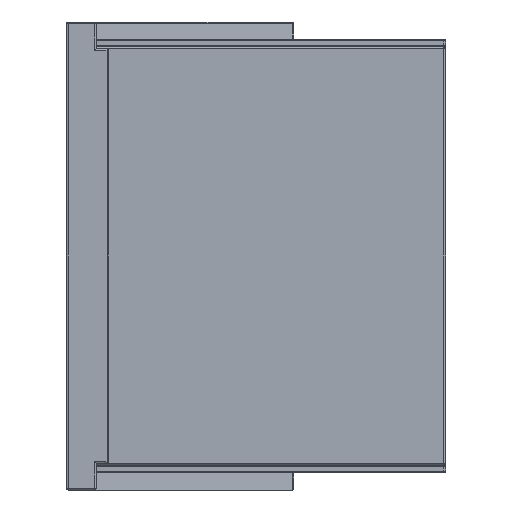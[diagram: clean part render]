
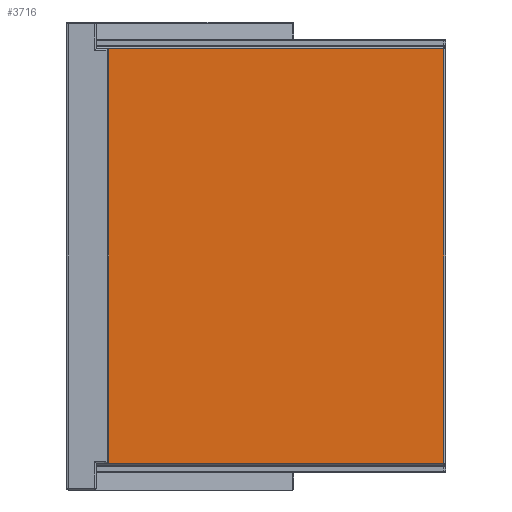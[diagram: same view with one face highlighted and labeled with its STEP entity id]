
A CAD part, left-side view. The second image highlights one B-rep face of the part: STEP entity #3716.
In plain terms, the highlighted planar face has unit normal (-1, 0, 0).
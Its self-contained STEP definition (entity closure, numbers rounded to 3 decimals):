
#151=PLANE('',#4148);
#353=FACE_OUTER_BOUND('',#595,.T.);
#595=EDGE_LOOP('',(#2995,#2996,#2997,#2998));
#860=LINE('',#6731,#1142);
#863=LINE('',#6738,#1145);
#865=LINE('',#6744,#1147);
#884=LINE('',#6794,#1166);
#1142=VECTOR('',#5075,10.);
#1145=VECTOR('',#5082,10.);
#1147=VECTOR('',#5088,10.);
#1166=VECTOR('',#5143,10.);
#1644=VERTEX_POINT('',#6528);
#1686=VERTEX_POINT('',#6722);
#1689=VERTEX_POINT('',#6736);
#1690=VERTEX_POINT('',#6740);
#2139=EDGE_CURVE('',#1644,#1686,#860,.T.);
#2143=EDGE_CURVE('',#1689,#1644,#863,.T.);
#2146=EDGE_CURVE('',#1686,#1690,#865,.T.);
#2172=EDGE_CURVE('',#1690,#1689,#884,.T.);
#2995=ORIENTED_EDGE('',*,*,#2146,.F.);
#2996=ORIENTED_EDGE('',*,*,#2139,.F.);
#2997=ORIENTED_EDGE('',*,*,#2143,.F.);
#2998=ORIENTED_EDGE('',*,*,#2172,.F.);
#3716=ADVANCED_FACE('',(#353),#151,.F.);
#4148=AXIS2_PLACEMENT_3D('',#6793,#5141,#5142);
#5075=DIRECTION('',(0.,0.,-1.));
#5082=DIRECTION('',(0.,-1.,0.));
#5088=DIRECTION('',(0.,1.,0.));
#5141=DIRECTION('center_axis',(1.,0.,0.));
#5142=DIRECTION('ref_axis',(0.,1.,0.));
#5143=DIRECTION('',(0.,0.,1.));
#6528=CARTESIAN_POINT('',(-112.,-60.25,66.5));
#6722=CARTESIAN_POINT('',(-112.,-60.25,-66.5));
#6731=CARTESIAN_POINT('',(-112.,-60.25,0.));
#6736=CARTESIAN_POINT('',(-112.,51.25,66.5));
#6738=CARTESIAN_POINT('',(-112.,-60.75,66.5));
#6740=CARTESIAN_POINT('',(-112.,51.25,-66.5));
#6744=CARTESIAN_POINT('',(-112.,-4.75,-66.5));
#6793=CARTESIAN_POINT('Origin',(-112.,-60.75,-75.));
#6794=CARTESIAN_POINT('',(-112.,51.25,-75.));
